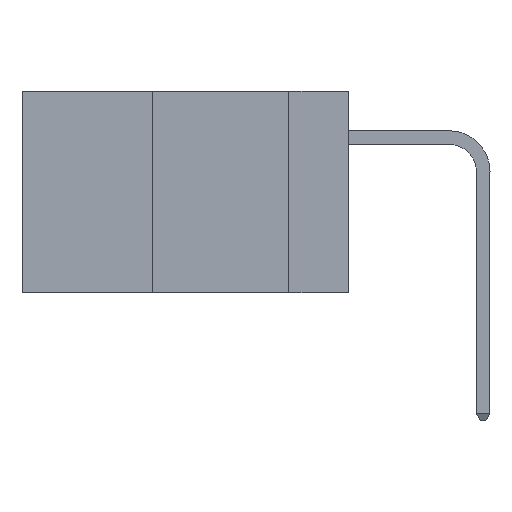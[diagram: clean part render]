
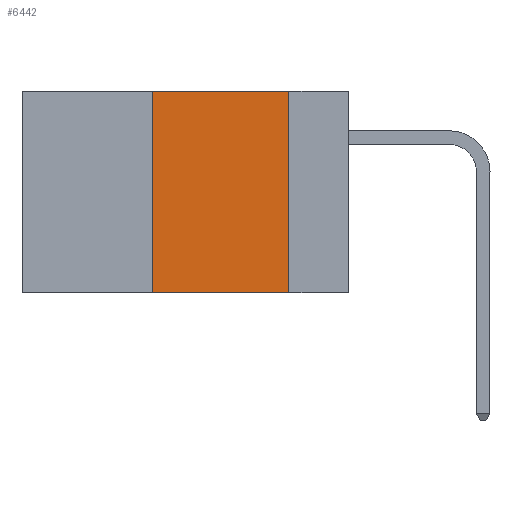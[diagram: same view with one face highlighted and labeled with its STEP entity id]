
A CAD part, left-side view. The second image highlights one B-rep face of the part: STEP entity #6442.
In plain terms, the highlighted planar face has unit normal (-1, 0, 0).
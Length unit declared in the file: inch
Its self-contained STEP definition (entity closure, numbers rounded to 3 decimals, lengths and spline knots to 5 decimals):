
#51 = DIRECTION ( 'NONE',  ( 0., 0., -1. ) ) ;
#831 = FACE_OUTER_BOUND ( 'NONE', #23280, .T. ) ;
#1276 = CARTESIAN_POINT ( 'NONE',  ( 0., 0.36, 0. ) ) ;
#1312 = EDGE_CURVE ( 'NONE', #18251, #14505, #16821, .T. ) ;
#1838 = VECTOR ( 'NONE', #5610, 39.37008 ) ;
#1935 = DIRECTION ( 'NONE',  ( 0., 0., -1. ) ) ;
#2024 = LINE ( 'NONE', #10288, #18863 ) ;
#2719 = LINE ( 'NONE', #9304, #9452 ) ;
#3496 = VERTEX_POINT ( 'NONE', #6576 ) ;
#4028 = CARTESIAN_POINT ( 'NONE',  ( 0., 0.6, 0. ) ) ;
#4923 = EDGE_CURVE ( 'NONE', #18251, #3496, #7237, .T. ) ;
#5380 = DIRECTION ( 'NONE',  ( 0., -1., 0. ) ) ;
#5539 = DIRECTION ( 'NONE',  ( 0., 0., 1. ) ) ;
#5610 = DIRECTION ( 'NONE',  ( 0., -1., 0. ) ) ;
#6328 = PLANE ( 'NONE',  #12444 ) ;
#6442 = ADVANCED_FACE ( 'NONE', ( #831 ), #6328, .F. ) ;
#6576 = CARTESIAN_POINT ( 'NONE',  ( 0., 0.11, -0.37 ) ) ;
#7237 = LINE ( 'NONE', #23769, #1838 ) ;
#8625 = EDGE_CURVE ( 'NONE', #14505, #26205, #2719, .T. ) ;
#9177 = ORIENTED_EDGE ( 'NONE', *, *, #8625, .F. ) ;
#9304 = CARTESIAN_POINT ( 'NONE',  ( 0., 0.6, 0. ) ) ;
#9452 = VECTOR ( 'NONE', #5380, 39.37008 ) ;
#10288 = CARTESIAN_POINT ( 'NONE',  ( 0., 0.11, 0. ) ) ;
#12444 = AXIS2_PLACEMENT_3D ( 'NONE', #4028, #24313, #51 ) ;
#14505 = VERTEX_POINT ( 'NONE', #16623 ) ;
#15605 = CARTESIAN_POINT ( 'NONE',  ( 0., 0.36, -0.37 ) ) ;
#16569 = EDGE_CURVE ( 'NONE', #26205, #3496, #2024, .T. ) ;
#16623 = CARTESIAN_POINT ( 'NONE',  ( 0., 0.36, 0. ) ) ;
#16821 = LINE ( 'NONE', #1276, #25334 ) ;
#18251 = VERTEX_POINT ( 'NONE', #15605 ) ;
#18863 = VECTOR ( 'NONE', #1935, 39.37008 ) ;
#20379 = ORIENTED_EDGE ( 'NONE', *, *, #16569, .F. ) ;
#21629 = ORIENTED_EDGE ( 'NONE', *, *, #4923, .T. ) ;
#23280 = EDGE_LOOP ( 'NONE', ( #20379, #9177, #26028, #21629 ) ) ;
#23769 = CARTESIAN_POINT ( 'NONE',  ( 0., 0.6, -0.37 ) ) ;
#24313 = DIRECTION ( 'NONE',  ( 1., 0., 0. ) ) ;
#25334 = VECTOR ( 'NONE', #5539, 39.37008 ) ;
#25864 = CARTESIAN_POINT ( 'NONE',  ( 0., 0.11, 0. ) ) ;
#26028 = ORIENTED_EDGE ( 'NONE', *, *, #1312, .F. ) ;
#26205 = VERTEX_POINT ( 'NONE', #25864 ) ;
